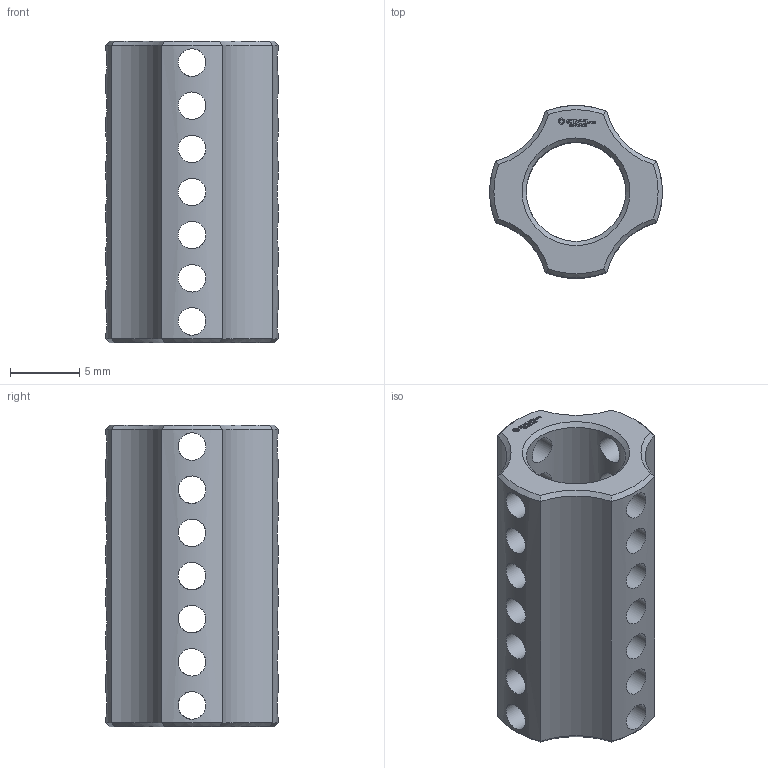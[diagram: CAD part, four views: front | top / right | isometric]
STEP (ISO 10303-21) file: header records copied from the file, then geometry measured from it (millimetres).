
FILE_DESCRIPTION(('FreeCAD Model'),'2;1');
FILE_NAME('Open CASCADE Shape Model','2024-02-18T17:31:30',(''),(''), 'Open CASCADE STEP processor 7.6','FreeCAD','Unknown');
FILE_SCHEMA(('AUTOMOTIVE_DESIGN { 1 0 10303 214 1 1 1 1 }'));
Length unit declared in the file: millimetre
Products named in the file (1): Power-Transmission Hub PLN IDX FRE BU01.75 - SPN-PTH-0106 
(stemfie.org)
Bounding box: 12.5 x 12.5 x 21.88 mm (x, y, z)
Volume: 1176.4 mm3; surface area: 1765.5 mm2
Topology: 1 solids, 1 shells, 515 faces, 1460 edges, 972 vertices
Faces by surface type: plane 310, extrusion 150, cylinder 37, cone 18
Full cylindrical faces by diameter (mm): 2 x28, 7.2 x1
Entity records: 43687 total; most frequent: CARTESIAN_POINT 15811, DIRECTION 4430, VECTOR 3576, LINE 3426, ORIENTED_EDGE 2920, PCURVE 2920, DEFINITIONAL_REPRESENTATION 2920, EDGE_CURVE 1460
